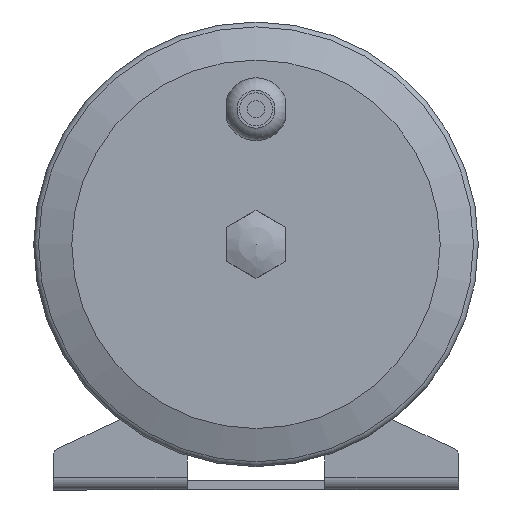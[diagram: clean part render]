
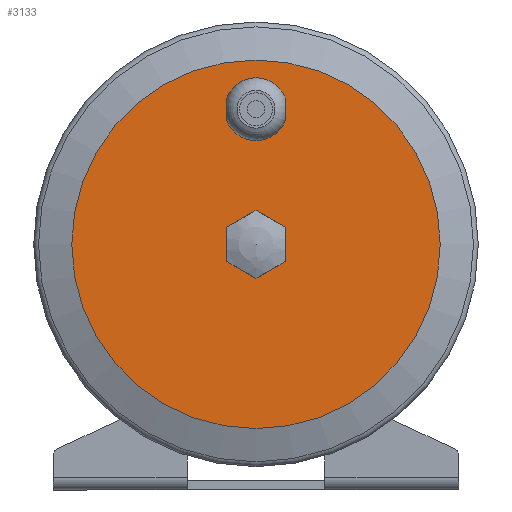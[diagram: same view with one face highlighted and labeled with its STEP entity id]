
A CAD part, left-side view. The second image highlights one B-rep face of the part: STEP entity #3133.
In plain terms, the highlighted planar face has unit normal (-1, 0, 0).
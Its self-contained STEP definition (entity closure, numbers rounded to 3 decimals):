
#43=PLANE('',#3338);
#151=LINE('',#4613,#329);
#153=LINE('',#4619,#331);
#155=LINE('',#4625,#333);
#157=LINE('',#4631,#335);
#159=LINE('',#4637,#337);
#160=LINE('',#4640,#338);
#161=LINE('',#4642,#339);
#162=LINE('',#4643,#340);
#329=VECTOR('',#3703,1000.);
#331=VECTOR('',#3709,1000.);
#333=VECTOR('',#3715,1000.);
#335=VECTOR('',#3721,1000.);
#337=VECTOR('',#3727,1000.);
#338=VECTOR('',#3732,1000.);
#339=VECTOR('',#3735,1000.);
#340=VECTOR('',#3736,1000.);
#566=ORIENTED_EDGE('',*,*,#1199,.F.);
#567=ORIENTED_EDGE('',*,*,#1238,.F.);
#568=ORIENTED_EDGE('',*,*,#1208,.F.);
#569=ORIENTED_EDGE('',*,*,#1239,.T.);
#570=ORIENTED_EDGE('',*,*,#1240,.T.);
#571=ORIENTED_EDGE('',*,*,#1237,.T.);
#572=ORIENTED_EDGE('',*,*,#1223,.T.);
#573=ORIENTED_EDGE('',*,*,#1226,.T.);
#574=ORIENTED_EDGE('',*,*,#1229,.T.);
#575=ORIENTED_EDGE('',*,*,#1232,.T.);
#576=ORIENTED_EDGE('',*,*,#1235,.T.);
#1199=EDGE_CURVE('',#1541,#1542,#1788,.T.);
#1208=EDGE_CURVE('',#1549,#1551,#1792,.T.);
#1223=EDGE_CURVE('',#1557,#1559,#151,.T.);
#1226=EDGE_CURVE('',#1559,#1561,#153,.T.);
#1229=EDGE_CURVE('',#1561,#1563,#155,.T.);
#1232=EDGE_CURVE('',#1563,#1565,#157,.T.);
#1235=EDGE_CURVE('',#1565,#1567,#159,.T.);
#1237=EDGE_CURVE('',#1567,#1557,#160,.T.);
#1238=EDGE_CURVE('',#1551,#1541,#161,.T.);
#1239=EDGE_CURVE('',#1549,#1542,#162,.T.);
#1240=EDGE_CURVE('',#1568,#1568,#1803,.T.);
#1541=VERTEX_POINT('',#4505);
#1542=VERTEX_POINT('',#4506);
#1549=VERTEX_POINT('',#4523);
#1551=VERTEX_POINT('',#4526);
#1557=VERTEX_POINT('',#4608);
#1559=VERTEX_POINT('',#4612);
#1561=VERTEX_POINT('',#4618);
#1563=VERTEX_POINT('',#4624);
#1565=VERTEX_POINT('',#4630);
#1567=VERTEX_POINT('',#4636);
#1568=VERTEX_POINT('',#4645);
#1788=CIRCLE('',#3312,12.8);
#1792=CIRCLE('',#3318,12.8);
#1803=CIRCLE('',#3339,75.);
#1959=EDGE_LOOP('',(#566,#567,#568,#569));
#1960=EDGE_LOOP('',(#570));
#1961=EDGE_LOOP('',(#571,#572,#573,#574,#575,#576));
#2203=FACE_BOUND('',#1959,.T.);
#2204=FACE_BOUND('',#1960,.T.);
#2205=FACE_BOUND('',#1961,.T.);
#3133=ADVANCED_FACE('',(#2203,#2204,#2205),#43,.T.);
#3312=AXIS2_PLACEMENT_3D('',#4504,#3663,#3664);
#3318=AXIS2_PLACEMENT_3D('',#4525,#3680,#3681);
#3338=AXIS2_PLACEMENT_3D('',#4641,#3733,#3734);
#3339=AXIS2_PLACEMENT_3D('',#4644,#3737,#3738);
#3663=DIRECTION('',(-1.,0.,0.));
#3664=DIRECTION('',(0.,0.,1.));
#3680=DIRECTION('',(-1.,0.,0.));
#3681=DIRECTION('',(0.,0.,1.));
#3703=DIRECTION('',(0.,0.866,0.5));
#3709=DIRECTION('',(0.,0.,1.));
#3715=DIRECTION('',(0.,-0.866,0.5));
#3721=DIRECTION('',(0.,-0.866,-0.5));
#3727=DIRECTION('',(0.,0.,-1.));
#3732=DIRECTION('',(0.,0.866,-0.5));
#3733=DIRECTION('',(-1.,0.,0.));
#3734=DIRECTION('',(0.,0.,1.));
#3735=DIRECTION('',(0.,0.,-1.));
#3736=DIRECTION('',(0.,0.,-1.));
#3737=DIRECTION('',(-1.,0.,0.));
#3738=DIRECTION('',(0.,0.,1.));
#4504=CARTESIAN_POINT('',(-322.,0.,55.));
#4505=CARTESIAN_POINT('',(-322.,12.,50.546));
#4506=CARTESIAN_POINT('',(-322.,-12.,50.546));
#4523=CARTESIAN_POINT('',(-322.,-12.,59.454));
#4525=CARTESIAN_POINT('',(-322.,0.,55.));
#4526=CARTESIAN_POINT('',(-322.,12.,59.454));
#4608=CARTESIAN_POINT('',(-322.,0.,-13.856));
#4612=CARTESIAN_POINT('',(-322.,12.,-6.928));
#4613=CARTESIAN_POINT('',(-322.,0.,-13.856));
#4618=CARTESIAN_POINT('',(-322.,12.,6.928));
#4619=CARTESIAN_POINT('',(-322.,12.,-6.928));
#4624=CARTESIAN_POINT('',(-322.,0.,13.856));
#4625=CARTESIAN_POINT('',(-322.,12.,6.928));
#4630=CARTESIAN_POINT('',(-322.,-12.,6.928));
#4631=CARTESIAN_POINT('',(-322.,0.,13.856));
#4636=CARTESIAN_POINT('',(-322.,-12.,-6.928));
#4637=CARTESIAN_POINT('',(-322.,-12.,6.928));
#4640=CARTESIAN_POINT('',(-322.,-12.,-6.928));
#4641=CARTESIAN_POINT('',(-322.,0.,75.));
#4642=CARTESIAN_POINT('',(-322.,12.,59.454));
#4643=CARTESIAN_POINT('',(-322.,-12.,59.454));
#4644=CARTESIAN_POINT('',(-322.,0.,0.));
#4645=CARTESIAN_POINT('',(-322.,0.,75.));
